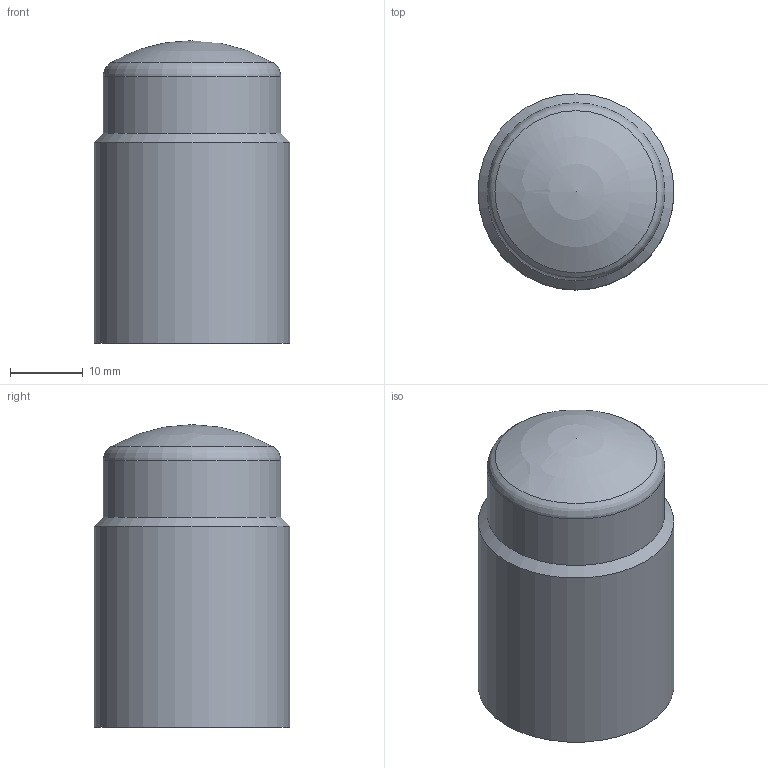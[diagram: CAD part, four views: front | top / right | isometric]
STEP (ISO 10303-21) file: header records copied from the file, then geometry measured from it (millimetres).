
FILE_DESCRIPTION(/* description */ ('Unknown'),/* implementation_level */ '2;1');
FILE_NAME(/* name */ 'F21DN22',/* time_stamp */ '2016-07-07T13:20:35+02:00',/* author */ ('Unknown'),/* organization */ ('Unknown'),/* preprocessor_version */ 'ST-DEVELOPER v16',/* originating_system */ 'DEX',/* authorisation */ $);
FILE_SCHEMA (('AUTOMOTIVE_DESIGN {1 0 10303 214 3 1 1}'));
Length unit declared in the file: millimetre
Products named in the file (1): F21DN22
Bounding box: 27 x 27 x 41.7 mm (x, y, z)
Volume: 10216.1 mm3; surface area: 6996.7 mm2
Topology: 1 solids, 2 shells, 12 faces, 23 edges, 14 vertices
Faces by surface type: cylinder 4, plane 3, sphere 2, torus 2, cone 1
Full cylindrical faces by diameter (mm): 21.5 x1, 22 x1, 24.5 x1, 27 x1
Entity records: 252 total; most frequent: DIRECTION 46, CARTESIAN_POINT 33, AXIS2_PLACEMENT_3D 23, ORIENTED_EDGE 20, EDGE_LOOP 20, FACE_BOUND 20, ADVANCED_FACE 12, EDGE_CURVE 10
